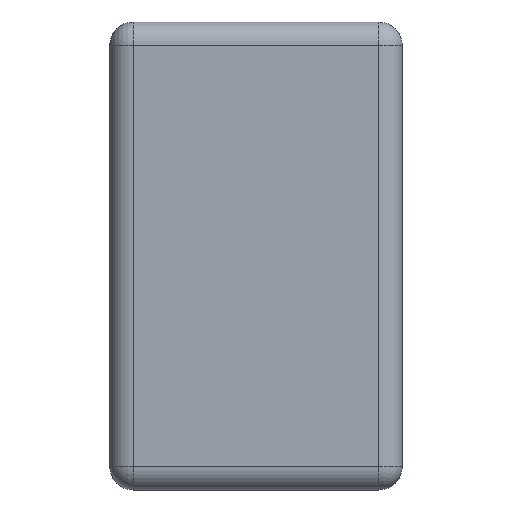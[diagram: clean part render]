
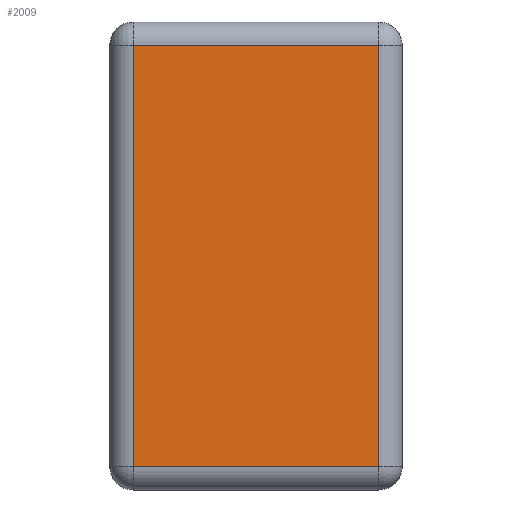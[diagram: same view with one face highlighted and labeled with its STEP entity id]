
A CAD part, left-side view. The second image highlights one B-rep face of the part: STEP entity #2009.
In plain terms, the highlighted planar face has unit normal (-1, 0, 0).
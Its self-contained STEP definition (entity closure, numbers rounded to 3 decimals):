
#59 = VECTOR ( 'NONE', #1006, 1000. ) ;
#214 = CARTESIAN_POINT ( 'NONE',  ( -1.6, 0.92, 0.72 ) ) ;
#265 = VECTOR ( 'NONE', #808, 1000. ) ;
#273 = CARTESIAN_POINT ( 'NONE',  ( -1.6, 1., -0.72 ) ) ;
#393 = ORIENTED_EDGE ( 'NONE', *, *, #751, .T. ) ;
#394 = EDGE_CURVE ( 'NONE', #1264, #715, #1802, .T. ) ;
#412 = PLANE ( 'NONE',  #845 ) ;
#424 = ORIENTED_EDGE ( 'NONE', *, *, #1684, .T. ) ;
#435 = CARTESIAN_POINT ( 'NONE',  ( -1.6, 0.92, -0.8 ) ) ;
#440 = DIRECTION ( 'NONE',  ( 0., 0., 1. ) ) ;
#715 = VERTEX_POINT ( 'NONE', #214 ) ;
#751 = EDGE_CURVE ( 'NONE', #715, #1261, #2023, .T. ) ;
#808 = DIRECTION ( 'NONE',  ( 0., -1., 0. ) ) ;
#845 = AXIS2_PLACEMENT_3D ( 'NONE', #1352, #882, #1976 ) ;
#882 = DIRECTION ( 'NONE',  ( 1., 0., 0. ) ) ;
#1002 = ORIENTED_EDGE ( 'NONE', *, *, #394, .T. ) ;
#1006 = DIRECTION ( 'NONE',  ( 0., 1., 0. ) ) ;
#1062 = CARTESIAN_POINT ( 'NONE',  ( -1.6, 0.08, 0.72 ) ) ;
#1079 = VECTOR ( 'NONE', #1837, 1000. ) ;
#1121 = EDGE_LOOP ( 'NONE', ( #393, #424, #1779, #1002 ) ) ;
#1125 = VERTEX_POINT ( 'NONE', #2017 ) ;
#1251 = LINE ( 'NONE', #273, #265 ) ;
#1261 = VERTEX_POINT ( 'NONE', #1879 ) ;
#1264 = VERTEX_POINT ( 'NONE', #1062 ) ;
#1352 = CARTESIAN_POINT ( 'NONE',  ( -1.6, 1., -0.8 ) ) ;
#1497 = CARTESIAN_POINT ( 'NONE',  ( -1.6, 1., 0.72 ) ) ;
#1504 = FACE_OUTER_BOUND ( 'NONE', #1121, .T. ) ;
#1684 = EDGE_CURVE ( 'NONE', #1261, #1125, #1251, .T. ) ;
#1711 = EDGE_CURVE ( 'NONE', #1125, #1264, #1893, .T. ) ;
#1773 = VECTOR ( 'NONE', #440, 1000. ) ;
#1779 = ORIENTED_EDGE ( 'NONE', *, *, #1711, .T. ) ;
#1802 = LINE ( 'NONE', #1497, #59 ) ;
#1837 = DIRECTION ( 'NONE',  ( 0., 0., -1. ) ) ;
#1875 = CARTESIAN_POINT ( 'NONE',  ( -1.6, 0.08, -0.8 ) ) ;
#1879 = CARTESIAN_POINT ( 'NONE',  ( -1.6, 0.92, -0.72 ) ) ;
#1893 = LINE ( 'NONE', #1875, #1773 ) ;
#1976 = DIRECTION ( 'NONE',  ( 0., 0., -1. ) ) ;
#2009 = ADVANCED_FACE ( 'NONE', ( #1504 ), #412, .F. ) ;
#2017 = CARTESIAN_POINT ( 'NONE',  ( -1.6, 0.08, -0.72 ) ) ;
#2023 = LINE ( 'NONE', #435, #1079 ) ;
